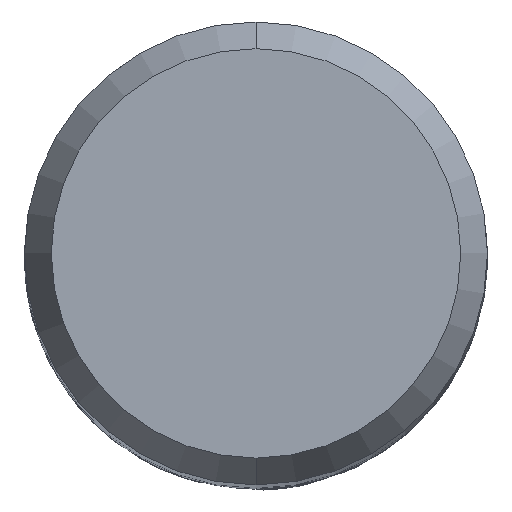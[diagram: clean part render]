
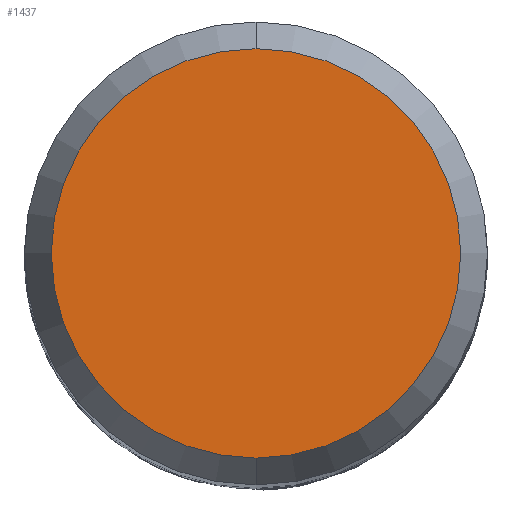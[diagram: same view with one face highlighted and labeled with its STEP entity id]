
A CAD part, top view. The second image highlights one B-rep face of the part: STEP entity #1437.
In plain terms, the highlighted planar face has unit normal (0, 0, 1).
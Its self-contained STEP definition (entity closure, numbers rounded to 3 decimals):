
#867=VERTEX_POINT('',#2369);
#1001=EDGE_CURVE('',#1409,#867,#2518,.T.);
#1409=VERTEX_POINT('',#2954);
#1437=ADVANCED_FACE('',(#2985),#2986,.T.);
#1949=EDGE_CURVE('',#867,#1409,#3542,.T.);
#2369=CARTESIAN_POINT('',(0.,-4.423,0.0));
#2518=CIRCLE('',#6697,4.423);
#2954=CARTESIAN_POINT('',(0.0,4.423,0.0));
#2985=FACE_OUTER_BOUND('',#9316,.T.);
#2986=PLANE('',#9317);
#3542=CIRCLE('',#14097,4.423);
#6697=AXIS2_PLACEMENT_3D('',#16374,#16375,#16376);
#9316=EDGE_LOOP('',(#16783,#16784));
#9317=AXIS2_PLACEMENT_3D('',#16785,#16786,#16787);
#14097=AXIS2_PLACEMENT_3D('',#17368,#17369,#17370);
#16374=CARTESIAN_POINT('',(0.0,0.0,0.0));
#16375=DIRECTION('',(0.0,0.0,-1.0));
#16376=DIRECTION('',(0.0,1.0,0.0));
#16783=ORIENTED_EDGE('',*,*,#1001,.F.);
#16784=ORIENTED_EDGE('',*,*,#1949,.F.);
#16785=CARTESIAN_POINT('',(0.0,2.211,0.0));
#16786=DIRECTION('',(-0.0,0.0,1.0));
#16787=DIRECTION('',(0.0,-1.0,0.0));
#17368=CARTESIAN_POINT('',(0.0,0.0,0.0));
#17369=DIRECTION('',(0.0,0.0,-1.0));
#17370=DIRECTION('',(0.0,1.0,0.0));
